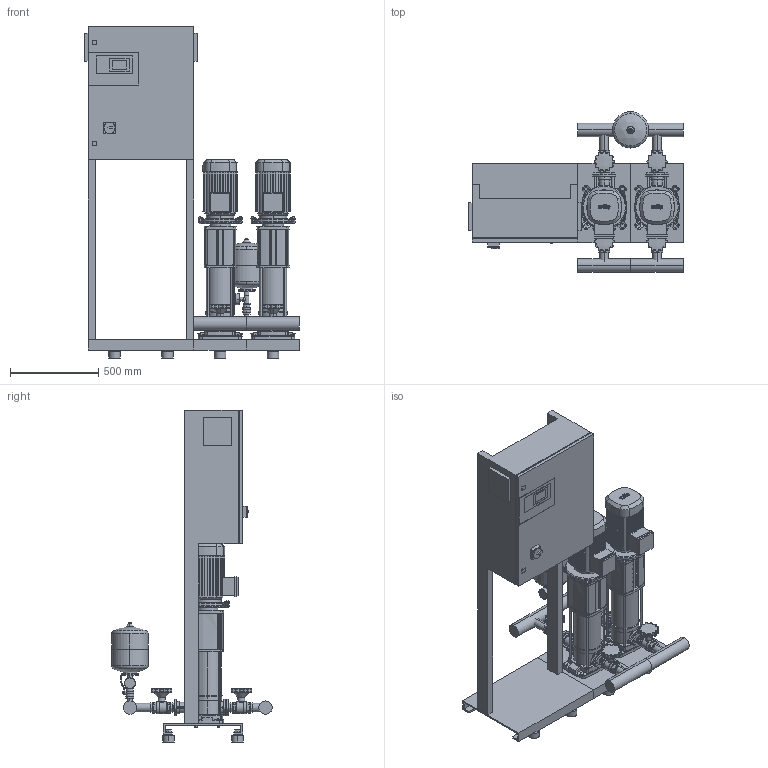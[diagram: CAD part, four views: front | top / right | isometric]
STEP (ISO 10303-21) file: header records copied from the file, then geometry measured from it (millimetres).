
FILE_DESCRIPTION((''),'2;1');
FILE_NAME('3d_COR-2HELIXV1606_K_CC-01-2532256.stp','2016-01-25T07:20:02',(''),(''),'Mechanical Desktop 2009','Mechanical Desktop 2009',', , ');
FILE_SCHEMA(('CONFIG_CONTROL_DESIGN'));
Length unit declared in the file: millimetre
Products named in the file (1): Product
Bounding box: 1220 x 911.05 x 1885 mm (x, y, z)
Volume: 201725160.7 mm3; surface area: 8835306.4 mm2
Topology: 109 solids, 109 shells, 3605 faces, 9327 edges, 6107 vertices
Faces by surface type: plane 1574, cylinder 912, bspline 873, cone 168, torus 64, sphere 14
Entity records: 117442 total; most frequent: CARTESIAN_POINT 29339, ORIENTED_EDGE 18638, DIRECTION 17243, EDGE_CURVE 9319, VERTEX_POINT 6102, VECTOR 5977, LINE 5977, AXIS2_PLACEMENT_3D 5633
